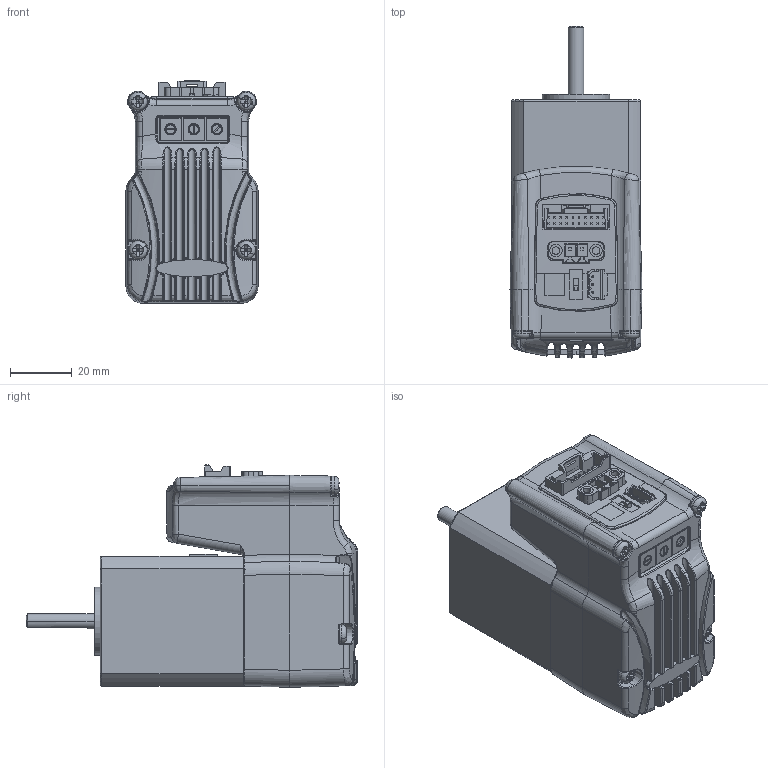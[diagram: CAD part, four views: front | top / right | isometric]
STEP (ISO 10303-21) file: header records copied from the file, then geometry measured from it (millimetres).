
FILE_DESCRIPTION(('STEP AP214'),'1');
FILE_NAME('Ezi-SERVO_ALL42L_STEP214.stp','2011-07-29T07:43:17',(' '),(' '),'Spatial InterOp 3D',' ',' ');
FILE_SCHEMA(('automotive_design'));
Length unit declared in the file: millimetre
Products named in the file (37):     F133;  TRM_SRF; 파트96; 파트94; MAIN PCB.1; MAIN PCB.2; POWER PARTS.1; POWER PARTS.2; POWER PARTS.3; POWER PARTS.4; POWER PARTS.5; POWER PARTS.6; POWER PARTS.7; DISPLAY PCB; CONNECTOR PCB; UPPER COVER; NAME PLATE; CASE FRT; CASE RR-TYPE A; M3 TAPPING SCREW.1; M3 TAPPING SCREW.2;     MSBR; 파트69; 파트73; 파트75; 파트78; 파트79; 파트80; 1
Bounding box: 42.8 x 107.59 x 72.14 mm (x, y, z)
Volume: 132153.7 mm3; surface area: 65402.7 mm2
Topology: 35 solids, 150 shells, 2557 faces, 6645 edges, 4319 vertices
Faces by surface type: plane 1210, cylinder 831, bspline 245, sphere 99, torus 94, cone 46, revolution 25, extrusion 7
Full cylindrical faces by diameter (mm): 1.6 x3, 2.4 x4, 5 x1, 8 x1, 22 x1
Entity records: 125621 total; most frequent: CARTESIAN_POINT 37226, ORIENTED_EDGE 12524, DIRECTION 12284, EDGE_CURVE 6572, VERTEX_POINT 4288, AXIS2_PLACEMENT_3D 4239, STYLED_ITEM 3857, PRESENTATION_STYLE_ASSIGNMENT 3857
